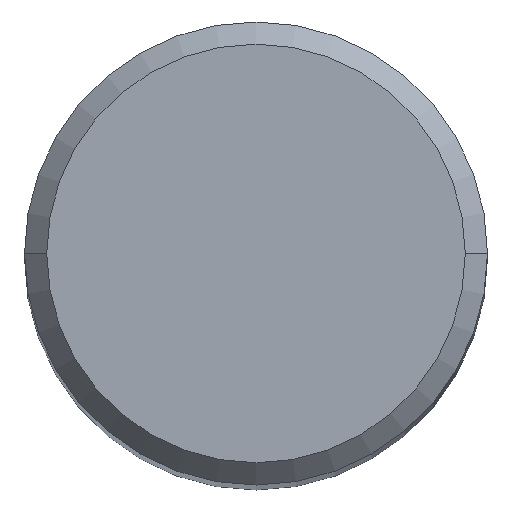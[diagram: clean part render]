
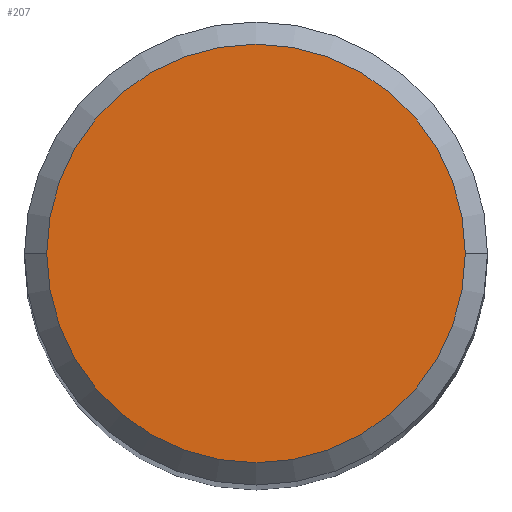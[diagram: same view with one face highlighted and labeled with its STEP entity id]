
A CAD part, top view. The second image highlights one B-rep face of the part: STEP entity #207.
In plain terms, the highlighted planar face has unit normal (0, 0, 1).
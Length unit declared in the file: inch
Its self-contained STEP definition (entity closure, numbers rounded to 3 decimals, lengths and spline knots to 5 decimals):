
#3 = AXIS2_PLACEMENT_3D ( 'NONE', #61, #67, #142 ) ;
#15 = DIRECTION ( 'NONE',  ( 0., 0., 1. ) ) ;
#34 = EDGE_CURVE ( 'NONE', #74, #64, #191, .T. ) ;
#47 = CARTESIAN_POINT ( 'NONE',  ( -0.14125, 0., 2.5 ) ) ;
#53 = EDGE_CURVE ( 'NONE', #64, #74, #56, .T. ) ;
#56 = CIRCLE ( 'NONE', #3, 0.14125 ) ;
#61 = CARTESIAN_POINT ( 'NONE',  ( 0., 0., 2.5 ) ) ;
#64 = VERTEX_POINT ( 'NONE', #121 ) ;
#67 = DIRECTION ( 'NONE',  ( 0., 0., 1. ) ) ;
#74 = VERTEX_POINT ( 'NONE', #47 ) ;
#82 = AXIS2_PLACEMENT_3D ( 'NONE', #185, #110, #162 ) ;
#94 = PLANE ( 'NONE',  #112 ) ;
#104 = EDGE_LOOP ( 'NONE', ( #143, #198 ) ) ;
#110 = DIRECTION ( 'NONE',  ( 0., 0., 1. ) ) ;
#112 = AXIS2_PLACEMENT_3D ( 'NONE', #188, #15, #172 ) ;
#121 = CARTESIAN_POINT ( 'NONE',  ( 0.14125, 0., 2.5 ) ) ;
#133 = FACE_OUTER_BOUND ( 'NONE', #104, .T. ) ;
#142 = DIRECTION ( 'NONE',  ( 1., 0., 0. ) ) ;
#143 = ORIENTED_EDGE ( 'NONE', *, *, #34, .T. ) ;
#162 = DIRECTION ( 'NONE',  ( 1., 0., 0. ) ) ;
#172 = DIRECTION ( 'NONE',  ( 1., 0., 0. ) ) ;
#185 = CARTESIAN_POINT ( 'NONE',  ( 0., 0., 2.5 ) ) ;
#188 = CARTESIAN_POINT ( 'NONE',  ( 0., 0., 2.5 ) ) ;
#191 = CIRCLE ( 'NONE', #82, 0.14125 ) ;
#198 = ORIENTED_EDGE ( 'NONE', *, *, #53, .T. ) ;
#207 = ADVANCED_FACE ( 'NONE', ( #133 ), #94, .T. ) ;
